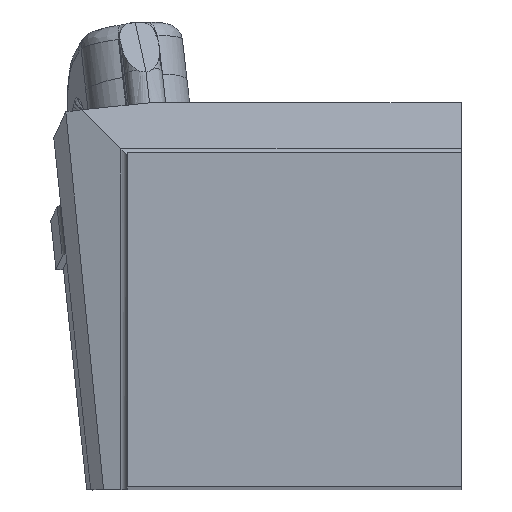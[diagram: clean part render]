
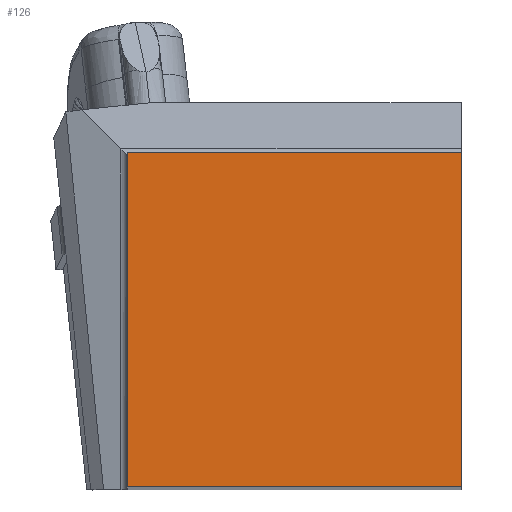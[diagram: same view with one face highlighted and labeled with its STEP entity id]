
A CAD part, top view. The second image highlights one B-rep face of the part: STEP entity #126.
In plain terms, the highlighted planar face has unit normal (0, 0, 1).
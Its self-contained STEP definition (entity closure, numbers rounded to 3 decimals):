
#106=AXIS2_PLACEMENT_3D('Plane Axis2P3D',#103,#104,#105) ;
#50=CARTESIAN_POINT('Vertex',(-32.,0.,0.)) ;
#53=CARTESIAN_POINT('Line Origine',(-32.,16.,0.)) ;
#57=CARTESIAN_POINT('Vertex',(-32.,32.,0.)) ;
#84=CARTESIAN_POINT('Line Origine',(-16.,32.,0.)) ;
#88=CARTESIAN_POINT('Vertex',(0.,32.,0.)) ;
#103=CARTESIAN_POINT('Axis2P3D Location',(-32.,32.,0.)) ;
#108=CARTESIAN_POINT('Line Origine',(0.,16.,0.)) ;
#112=CARTESIAN_POINT('Vertex',(0.,0.,0.)) ;
#115=CARTESIAN_POINT('Line Origine',(-16.,0.,0.)) ;
#54=DIRECTION('Vector Direction',(0.,1.,0.)) ;
#85=DIRECTION('Vector Direction',(1.,0.,0.)) ;
#104=DIRECTION('Axis2P3D Direction',(0.,0.,1.)) ;
#105=DIRECTION('Axis2P3D XDirection',(1.,0.,0.)) ;
#109=DIRECTION('Vector Direction',(0.,1.,0.)) ;
#116=DIRECTION('Vector Direction',(1.,0.,0.)) ;
#55=VECTOR('Line Direction',#54,1.) ;
#86=VECTOR('Line Direction',#85,1.) ;
#110=VECTOR('Line Direction',#109,1.) ;
#117=VECTOR('Line Direction',#116,1.) ;
#121=ORIENTED_EDGE('',*,*,#114,.T.) ;
#122=ORIENTED_EDGE('',*,*,#90,.F.) ;
#123=ORIENTED_EDGE('',*,*,#59,.F.) ;
#124=ORIENTED_EDGE('',*,*,#119,.T.) ;
#126=ADVANCED_FACE('NOCUT',(#125),#107,.T.) ;
#59=EDGE_CURVE('',#51,#58,#56,.T.) ;
#90=EDGE_CURVE('',#58,#89,#87,.T.) ;
#114=EDGE_CURVE('',#113,#89,#111,.T.) ;
#119=EDGE_CURVE('',#51,#113,#118,.T.) ;
#120=EDGE_LOOP('',(#121,#122,#123,#124)) ;
#125=FACE_OUTER_BOUND('',#120,.T.) ;
#56=LINE('Line',#53,#55) ;
#87=LINE('Line',#84,#86) ;
#111=LINE('Line',#108,#110) ;
#118=LINE('Line',#115,#117) ;
#107=PLANE('',#106) ;
#51=VERTEX_POINT('',#50) ;
#58=VERTEX_POINT('',#57) ;
#89=VERTEX_POINT('',#88) ;
#113=VERTEX_POINT('',#112) ;
